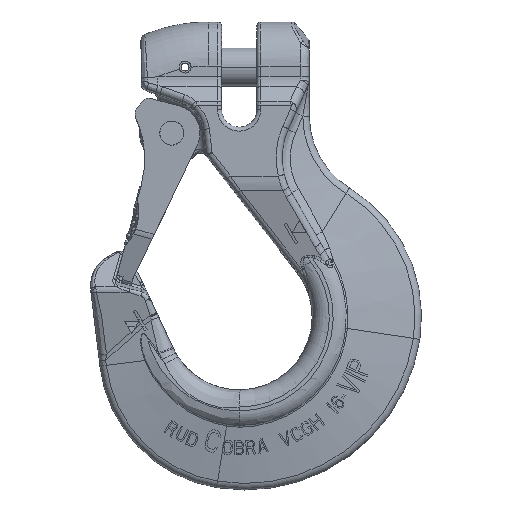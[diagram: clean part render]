
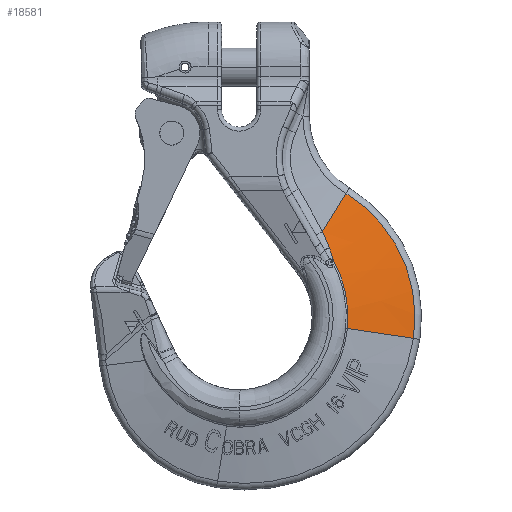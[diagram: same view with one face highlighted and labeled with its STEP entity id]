
A CAD part, top view. The second image highlights one B-rep face of the part: STEP entity #18581.
In plain terms, the highlighted conical face has half-angle 78.408 degrees and reference radius 55.612 mm.
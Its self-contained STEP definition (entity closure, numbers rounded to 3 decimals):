
#7=CARTESIAN_POINT('',(41.513,12.282,-42.465));
#474=CARTESIAN_POINT('',(54.004,14.501,5.766));
#475=CARTESIAN_POINT('',(54.062,14.507,5.177));
#476=CARTESIAN_POINT('',(54.16,14.518,3.997));
#477=CARTESIAN_POINT('',(54.254,14.527,2.221));
#478=CARTESIAN_POINT('',(54.294,14.532,0.443));
#479=CARTESIAN_POINT('',(54.281,14.53,-1.336));
#480=CARTESIAN_POINT('',(54.214,14.523,-3.113));
#481=CARTESIAN_POINT('',(54.093,14.51,-4.886));
#482=CARTESIAN_POINT('',(53.919,14.492,-6.653));
#483=CARTESIAN_POINT('',(53.691,14.468,-8.411));
#484=CARTESIAN_POINT('',(53.411,14.439,-10.16));
#485=CARTESIAN_POINT('',(53.079,14.405,-11.896));
#486=CARTESIAN_POINT('',(52.695,14.366,-13.618));
#487=CARTESIAN_POINT('',(52.26,14.322,-15.323));
#488=CARTESIAN_POINT('',(51.773,14.273,-17.011));
#489=CARTESIAN_POINT('',(51.237,14.22,-18.679));
#490=CARTESIAN_POINT('',(50.651,14.163,-20.327));
#491=CARTESIAN_POINT('',(50.017,14.102,-21.952));
#492=CARTESIAN_POINT('',(49.334,14.037,-23.553));
#493=CARTESIAN_POINT('',(48.604,13.968,-25.129));
#494=CARTESIAN_POINT('',(47.828,13.896,-26.678));
#495=CARTESIAN_POINT('',(47.28,13.846,-27.691));
#496=CARTESIAN_POINT('',(46.999,13.821,-28.193));
#532=CARTESIAN_POINT('',(15.4,7.669,0.));
#533=DIRECTION('',(0.,1.,0.));
#534=DIRECTION('',(0.989,0.,0.148));
#535=AXIS2_PLACEMENT_3D('',#532,#533,#534);
#537=CARTESIAN_POINT('',(46.999,13.821,-28.193));
#538=CARTESIAN_POINT('',(46.928,13.786,-28.529));
#539=CARTESIAN_POINT('',(46.773,13.716,-29.204));
#540=CARTESIAN_POINT('',(46.506,13.612,-30.226));
#541=CARTESIAN_POINT('',(46.2,13.506,-31.262));
#542=CARTESIAN_POINT('',(45.855,13.401,-32.309));
#543=CARTESIAN_POINT('',(45.47,13.295,-33.368));
#544=CARTESIAN_POINT('',(45.185,13.223,-34.082));
#545=CARTESIAN_POINT('',(45.036,13.187,-34.441));
#547=CARTESIAN_POINT('',(45.036,13.187,-34.441));
#548=CARTESIAN_POINT('',(44.83,13.138,-34.936));
#549=CARTESIAN_POINT('',(44.41,13.035,-35.939));
#550=CARTESIAN_POINT('',(43.749,12.869,-37.485));
#551=CARTESIAN_POINT('',(43.052,12.689,-39.081));
#552=CARTESIAN_POINT('',(42.314,12.495,-40.733));
#553=CARTESIAN_POINT('',(41.786,12.355,-41.88));
#554=CARTESIAN_POINT('',(41.513,12.282,-42.465));
#556=DIRECTION('',(-0.513,0.201,0.834));
#557=VECTOR('',#556,22.955);
#558=CARTESIAN_POINT('',(53.291,7.669,-61.62));
#559=LINE('',#558,#557);
#4045=DIRECTION('',(-0.969,0.201,-0.145));
#4046=VECTOR('',#4045,33.999);
#4047=CARTESIAN_POINT('',(86.944,7.669,10.686));
#4048=LINE('',#4047,#4046);
#4397=CARTESIAN_POINT('',(54.004,14.501,5.766));
#15163=VERTEX_POINT('',#4397);
#16655=VERTEX_POINT('',#7);
#16657=VERTEX_POINT('',#547);
#16658=VERTEX_POINT('',#537);
#16710=CARTESIAN_POINT('',(53.291,7.669,
-61.62));
#16712=VERTEX_POINT('',#16710);
#16718=CARTESIAN_POINT('',(86.944,7.669,10.686));
#16719=VERTEX_POINT('',#16718);
#18566=CARTESIAN_POINT('',(15.4,11.1,0.));
#18567=DIRECTION('',(0.,-1.,0.));
#18568=DIRECTION('',(-0.524,0.,0.852));
#18569=AXIS2_PLACEMENT_3D('',#18566,#18567,#18568);
#18570=CONICAL_SURFACE('',#18569,55.612,78.408);
#18572=ORIENTED_EDGE('',*,*,#18571,.F.);
#18574=ORIENTED_EDGE('',*,*,#18573,.T.);
#18575=ORIENTED_EDGE('',*,*,#18557,.T.);
#18576=ORIENTED_EDGE('',*,*,#17939,.T.);
#18577=ORIENTED_EDGE('',*,*,#17542,.T.);
#18578=ORIENTED_EDGE('',*,*,#17189,.F.);
#18579=EDGE_LOOP('',(#18572,#18574,#18575,#18576,#18577,#18578));
#18580=FACE_OUTER_BOUND('',#18579,.F.);
#18581=ADVANCED_FACE('',(#18580),#18570,.T.);
#497=B_SPLINE_CURVE_WITH_KNOTS('',3,(#474,#475,#476,#477,#478,#479,#480,#481,
#482,#483,#484,#485,#486,#487,#488,#489,#490,#491,#492,#493,#494,#495,#496),
.UNSPECIFIED.,.F.,.F.,(4,1,1,1,1,1,1,1,1,1,1,1,1,1,1,1,1,1,1,1,4),(0.,0.05,
0.1,0.15,0.2,0.25,0.3,0.35,0.4,0.45,0.5,0.55,0.6,0.65,
0.7,0.75,0.8,0.85,0.9,0.95,1.),.UNSPECIFIED.);
#536=CIRCLE('',#535,72.338);
#546=B_SPLINE_CURVE_WITH_KNOTS('',3,(#537,#538,#539,#540,#541,#542,#543,#544,
#545),.UNSPECIFIED.,.F.,.F.,(4,1,1,1,1,1,4),(0.,0.167,
0.333,0.5,0.667,0.833,1.),
.UNSPECIFIED.);
#555=B_SPLINE_CURVE_WITH_KNOTS('',3,(#547,#548,#549,#550,#551,#552,#553,#554),
.UNSPECIFIED.,.F.,.F.,(4,1,1,1,1,4),(0.,0.2,0.4,0.6,0.8,1.),
.UNSPECIFIED.);
#17189=EDGE_CURVE('',#16712,#16655,#559,.T.);
#17542=EDGE_CURVE('',#16657,#16655,#555,.T.);
#17939=EDGE_CURVE('',#16658,#16657,#546,.T.);
#18557=EDGE_CURVE('',#15163,#16658,#497,.T.);
#18571=EDGE_CURVE('',#16719,#16712,#536,.T.);
#18573=EDGE_CURVE('',#16719,#15163,#4048,.T.);
